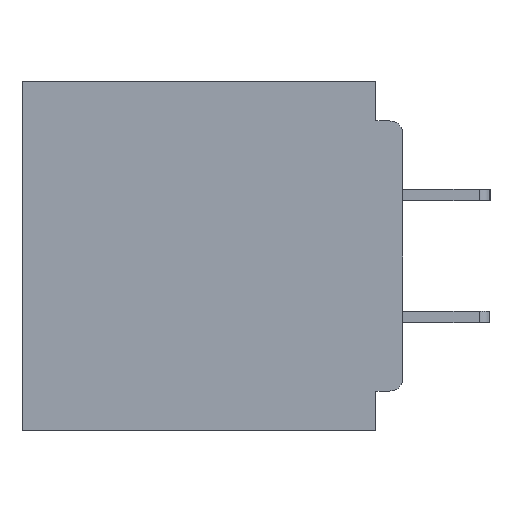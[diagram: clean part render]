
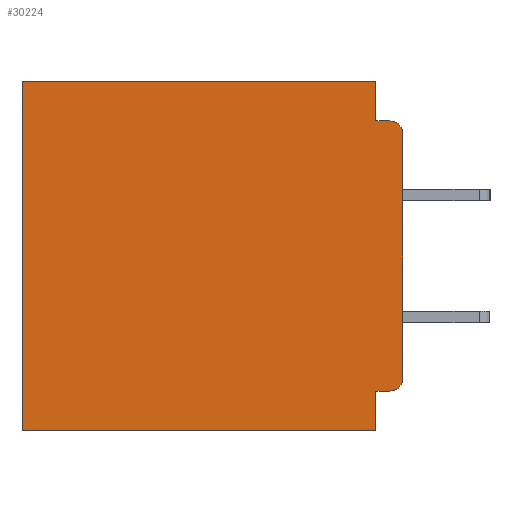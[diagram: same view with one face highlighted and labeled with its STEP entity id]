
A CAD part, left-side view. The second image highlights one B-rep face of the part: STEP entity #30224.
In plain terms, the highlighted planar face has unit normal (-1, 0, 0).
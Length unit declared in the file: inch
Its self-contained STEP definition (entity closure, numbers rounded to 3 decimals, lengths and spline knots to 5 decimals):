
#33 = DIRECTION ( 'NONE',  ( 0., 1., 0. ) ) ;
#132 = CARTESIAN_POINT ( 'NONE',  ( 0.3, 0.031, -0.355 ) ) ;
#977 = EDGE_CURVE ( 'NONE', #14657, #18360, #16002, .T. ) ;
#1109 = PLANE ( 'NONE',  #10686 ) ;
#1213 = VECTOR ( 'NONE', #33, 39.37008 ) ;
#1372 = VERTEX_POINT ( 'NONE', #27355 ) ;
#1675 = CARTESIAN_POINT ( 'NONE',  ( 0.3, 0.031, 0. ) ) ;
#1751 = CARTESIAN_POINT ( 'NONE',  ( 0.3, 0.015, -0.045 ) ) ;
#2248 = VECTOR ( 'NONE', #5712, 39.37008 ) ;
#2919 = EDGE_CURVE ( 'NONE', #7869, #5744, #16983, .T. ) ;
#3597 = CARTESIAN_POINT ( 'NONE',  ( 0.3, 0.015, -0.34 ) ) ;
#3743 = ORIENTED_EDGE ( 'NONE', *, *, #31643, .T. ) ;
#3766 = EDGE_CURVE ( 'NONE', #4341, #20867, #17783, .T. ) ;
#3886 = EDGE_CURVE ( 'NONE', #1372, #33399, #14359, .T. ) ;
#3930 = DIRECTION ( 'NONE',  ( 1., 0., 0. ) ) ;
#4341 = VERTEX_POINT ( 'NONE', #1675 ) ;
#4554 = EDGE_CURVE ( 'NONE', #18360, #16473, #8703, .T. ) ;
#5712 = DIRECTION ( 'NONE',  ( 0., -1., 0. ) ) ;
#5744 = VERTEX_POINT ( 'NONE', #1751 ) ;
#5870 = CARTESIAN_POINT ( 'NONE',  ( 0.3, 0.437, 0. ) ) ;
#6376 = DIRECTION ( 'NONE',  ( 0., 0., -1. ) ) ;
#6838 = VECTOR ( 'NONE', #16185, 39.37008 ) ;
#7869 = VERTEX_POINT ( 'NONE', #31657 ) ;
#8152 = DIRECTION ( 'NONE',  ( -1., 0., 0. ) ) ;
#8703 = LINE ( 'NONE', #23682, #30532 ) ;
#8858 = ORIENTED_EDGE ( 'NONE', *, *, #3886, .F. ) ;
#10604 = FACE_OUTER_BOUND ( 'NONE', #15188, .T. ) ;
#10686 = AXIS2_PLACEMENT_3D ( 'NONE', #31242, #3930, #23199 ) ;
#12596 = DIRECTION ( 'NONE',  ( 0., 0., -1. ) ) ;
#13060 = ORIENTED_EDGE ( 'NONE', *, *, #977, .F. ) ;
#13217 = CARTESIAN_POINT ( 'NONE',  ( 0.3, 0.015, -0.355 ) ) ;
#13341 = ORIENTED_EDGE ( 'NONE', *, *, #22529, .F. ) ;
#14359 = LINE ( 'NONE', #18505, #20755 ) ;
#14657 = VERTEX_POINT ( 'NONE', #13217 ) ;
#15188 = EDGE_LOOP ( 'NONE', ( #8858, #31299, #15198, #27665, #27028, #3743, #13341, #31980, #13060, #24175 ) ) ;
#15198 = ORIENTED_EDGE ( 'NONE', *, *, #2919, .F. ) ;
#15675 = CIRCLE ( 'NONE', #25006, 0.015 ) ;
#16002 = LINE ( 'NONE', #19279, #1213 ) ;
#16185 = DIRECTION ( 'NONE',  ( 0., 1., 0. ) ) ;
#16328 = EDGE_CURVE ( 'NONE', #4341, #7869, #22688, .T. ) ;
#16473 = VERTEX_POINT ( 'NONE', #27092 ) ;
#16714 = CIRCLE ( 'NONE', #21553, 0.015 ) ;
#16983 = LINE ( 'NONE', #31522, #2248 ) ;
#17783 = LINE ( 'NONE', #30992, #25077 ) ;
#18360 = VERTEX_POINT ( 'NONE', #132 ) ;
#18505 = CARTESIAN_POINT ( 'NONE',  ( 0.3, 0., -0.4 ) ) ;
#19279 = CARTESIAN_POINT ( 'NONE',  ( 0.3, 0., -0.355 ) ) ;
#19449 = DIRECTION ( 'NONE',  ( 0., 0., -1. ) ) ;
#20755 = VECTOR ( 'NONE', #19449, 39.37008 ) ;
#20867 = VERTEX_POINT ( 'NONE', #5870 ) ;
#21553 = AXIS2_PLACEMENT_3D ( 'NONE', #3597, #22854, #6376 ) ;
#22529 = EDGE_CURVE ( 'NONE', #16473, #33572, #30424, .T. ) ;
#22688 = LINE ( 'NONE', #23628, #29086 ) ;
#22854 = DIRECTION ( 'NONE',  ( -1., 0., 0. ) ) ;
#23199 = DIRECTION ( 'NONE',  ( 0., 0., -1. ) ) ;
#23522 = DIRECTION ( 'NONE',  ( 0., 0., -1. ) ) ;
#23628 = CARTESIAN_POINT ( 'NONE',  ( 0.3, 0.031, 0. ) ) ;
#23682 = CARTESIAN_POINT ( 'NONE',  ( 0.3, 0.031, -0.4 ) ) ;
#23798 = EDGE_CURVE ( 'NONE', #14657, #33399, #16714, .T. ) ;
#24175 = ORIENTED_EDGE ( 'NONE', *, *, #23798, .T. ) ;
#24646 = CARTESIAN_POINT ( 'NONE',  ( 0.3, 0.015, -0.06 ) ) ;
#25006 = AXIS2_PLACEMENT_3D ( 'NONE', #24646, #8152, #27413 ) ;
#25077 = VECTOR ( 'NONE', #32556, 39.37008 ) ;
#27028 = ORIENTED_EDGE ( 'NONE', *, *, #3766, .T. ) ;
#27092 = CARTESIAN_POINT ( 'NONE',  ( 0.3, 0.031, -0.4 ) ) ;
#27355 = CARTESIAN_POINT ( 'NONE',  ( 0.3, 0., -0.06 ) ) ;
#27413 = DIRECTION ( 'NONE',  ( 0., 0., -1. ) ) ;
#27665 = ORIENTED_EDGE ( 'NONE', *, *, #16328, .F. ) ;
#28080 = LINE ( 'NONE', #31635, #28921 ) ;
#28132 = CARTESIAN_POINT ( 'NONE',  ( 0.3, 0.437, -0.4 ) ) ;
#28921 = VECTOR ( 'NONE', #12596, 39.37008 ) ;
#29082 = DIRECTION ( 'NONE',  ( 0., 0., -1. ) ) ;
#29086 = VECTOR ( 'NONE', #29082, 39.37008 ) ;
#29849 = CARTESIAN_POINT ( 'NONE',  ( 0.3, 0., -0.4 ) ) ;
#30224 = ADVANCED_FACE ( 'NONE', ( #10604 ), #1109, .F. ) ;
#30424 = LINE ( 'NONE', #29849, #6838 ) ;
#30532 = VECTOR ( 'NONE', #23522, 39.37008 ) ;
#30992 = CARTESIAN_POINT ( 'NONE',  ( 0.3, 0., 0. ) ) ;
#31242 = CARTESIAN_POINT ( 'NONE',  ( 0.3, 0., -0.4 ) ) ;
#31299 = ORIENTED_EDGE ( 'NONE', *, *, #32274, .T. ) ;
#31522 = CARTESIAN_POINT ( 'NONE',  ( 0.3, 0., -0.045 ) ) ;
#31635 = CARTESIAN_POINT ( 'NONE',  ( 0.3, 0.437, -0.4 ) ) ;
#31643 = EDGE_CURVE ( 'NONE', #20867, #33572, #28080, .T. ) ;
#31657 = CARTESIAN_POINT ( 'NONE',  ( 0.3, 0.031, -0.045 ) ) ;
#31980 = ORIENTED_EDGE ( 'NONE', *, *, #4554, .F. ) ;
#32274 = EDGE_CURVE ( 'NONE', #1372, #5744, #15675, .T. ) ;
#32556 = DIRECTION ( 'NONE',  ( 0., 1., 0. ) ) ;
#33399 = VERTEX_POINT ( 'NONE', #35333 ) ;
#33572 = VERTEX_POINT ( 'NONE', #28132 ) ;
#35333 = CARTESIAN_POINT ( 'NONE',  ( 0.3, 0., -0.34 ) ) ;
